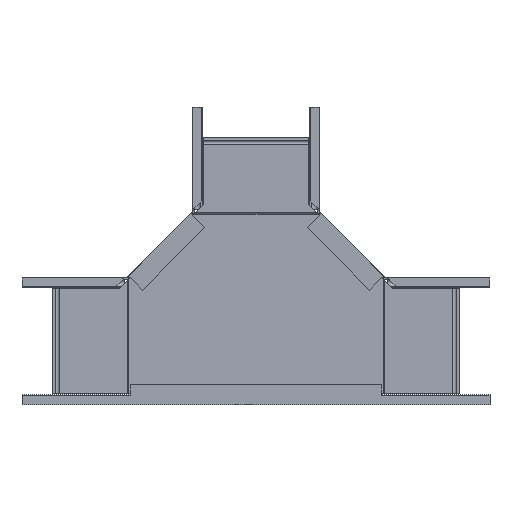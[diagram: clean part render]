
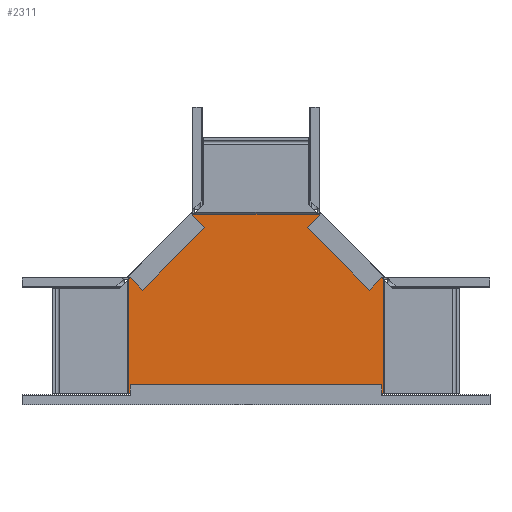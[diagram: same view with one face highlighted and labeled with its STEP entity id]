
A CAD part, front view. The second image highlights one B-rep face of the part: STEP entity #2311.
In plain terms, the highlighted planar face has unit normal (0, -1, 0).
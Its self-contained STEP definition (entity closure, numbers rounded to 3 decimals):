
#80 = EDGE_CURVE ( 'NONE', #3702, #5017, #1410, .T. ) ;
#131 = LINE ( 'NONE', #1451, #1328 ) ;
#151 = EDGE_CURVE ( 'NONE', #4351, #3977, #4450, .T. ) ;
#200 = VECTOR ( 'NONE', #1925, 1000. ) ;
#212 = CARTESIAN_POINT ( 'NONE',  ( 0., 0., 6.5 ) ) ;
#231 = CARTESIAN_POINT ( 'NONE',  ( -87.925, 0., 101.648 ) ) ;
#270 = DIRECTION ( 'NONE',  ( 0., 0., -1. ) ) ;
#387 = CARTESIAN_POINT ( 'NONE',  ( -96.163, 0., 0. ) ) ;
#399 = PLANE ( 'NONE',  #5156 ) ;
#459 = B_SPLINE_CURVE_WITH_KNOTS ( 'NONE', 3,
 ( #3643, #1458, #4945, #4628 ),
 .UNSPECIFIED., .F., .F.,
 ( 4, 4 ),
 ( 0.005, 0.006 ),
 .UNSPECIFIED. ) ;
#499 = CARTESIAN_POINT ( 'NONE',  ( 47.574, 0., 141.999 ) ) ;
#519 = DIRECTION ( 'NONE',  ( 1., 0., 0. ) ) ;
#557 = CARTESIAN_POINT ( 'NONE',  ( 47.246, 0., 142.267 ) ) ;
#590 = VECTOR ( 'NONE', #3212, 1000. ) ;
#628 = CARTESIAN_POINT ( 'NONE',  ( 95.749, 0., 6.5 ) ) ;
#679 = VECTOR ( 'NONE', #1986, 1000. ) ;
#695 = EDGE_CURVE ( 'NONE', #3251, #5487, #2982, .T. ) ;
#719 = CARTESIAN_POINT ( 'NONE',  ( 96.163, 0., 0. ) ) ;
#722 = B_SPLINE_CURVE_WITH_KNOTS ( 'NONE', 3,
 ( #3129, #1446, #4484, #4056 ),
 .UNSPECIFIED., .F., .F.,
 ( 4, 4 ),
 ( 0.005, 0.006 ),
 .UNSPECIFIED. ) ;
#727 = CARTESIAN_POINT ( 'NONE',  ( 47.093, 0., 142.413 ) ) ;
#801 = ORIENTED_EDGE ( 'NONE', *, *, #5173, .F. ) ;
#826 = CARTESIAN_POINT ( 'NONE',  ( 0., 0., 0. ) ) ;
#918 = LINE ( 'NONE', #4862, #5439 ) ;
#1035 = DIRECTION ( 'NONE',  ( 1., 0., 0. ) ) ;
#1043 = VECTOR ( 'NONE', #5648, 1000. ) ;
#1080 = ORIENTED_EDGE ( 'NONE', *, *, #3313, .F. ) ;
#1095 = LINE ( 'NONE', #231, #4979 ) ;
#1183 = EDGE_CURVE ( 'NONE', #5017, #3494, #4867, .T. ) ;
#1253 = DIRECTION ( 'NONE',  ( 0., 0., 1. ) ) ;
#1268 = ORIENTED_EDGE ( 'NONE', *, *, #3455, .F. ) ;
#1328 = VECTOR ( 'NONE', #5393, 1000. ) ;
#1329 = ORIENTED_EDGE ( 'NONE', *, *, #2765, .F. ) ;
#1366 = EDGE_CURVE ( 'NONE', #3543, #1931, #1095, .T. ) ;
#1383 = CARTESIAN_POINT ( 'NONE',  ( -95.073, 0., 0. ) ) ;
#1410 = LINE ( 'NONE', #3677, #3321 ) ;
#1446 = CARTESIAN_POINT ( 'NONE',  ( -47.41, 0., 142.133 ) ) ;
#1451 = CARTESIAN_POINT ( 'NONE',  ( 95.073, 0., 0. ) ) ;
#1458 = CARTESIAN_POINT ( 'NONE',  ( 95.883, 0., 93.66 ) ) ;
#1478 = ORIENTED_EDGE ( 'NONE', *, *, #1183, .T. ) ;
#1490 = CARTESIAN_POINT ( 'NONE',  ( 87.925, 0., 101.648 ) ) ;
#1502 = LINE ( 'NONE', #212, #679 ) ;
#1585 = CARTESIAN_POINT ( 'NONE',  ( 47.574, 0., 141.999 ) ) ;
#1737 = ORIENTED_EDGE ( 'NONE', *, *, #3965, .F. ) ;
#1823 = B_SPLINE_CURVE_WITH_KNOTS ( 'NONE', 3,
 ( #3430, #2987, #2467, #4229 ),
 .UNSPECIFIED., .F., .F.,
 ( 4, 4 ),
 ( 0.005, 0.006 ),
 .UNSPECIFIED. ) ;
#1839 = ORIENTED_EDGE ( 'NONE', *, *, #2066, .F. ) ;
#1847 = ORIENTED_EDGE ( 'NONE', *, *, #4029, .T. ) ;
#1915 = VERTEX_POINT ( 'NONE', #2070 ) ;
#1925 = DIRECTION ( 'NONE',  ( 1., 0., 0. ) ) ;
#1931 = VERTEX_POINT ( 'NONE', #2542 ) ;
#1986 = DIRECTION ( 'NONE',  ( -1., 0., 0. ) ) ;
#2058 = EDGE_CURVE ( 'NONE', #3423, #3977, #3918, .T. ) ;
#2066 = EDGE_CURVE ( 'NONE', #3137, #3494, #131, .T. ) ;
#2070 = CARTESIAN_POINT ( 'NONE',  ( 95.749, 0., 93.824 ) ) ;
#2168 = EDGE_CURVE ( 'NONE', #3702, #4572, #1502, .T. ) ;
#2286 = CARTESIAN_POINT ( 'NONE',  ( 96.163, 0., 93.343 ) ) ;
#2300 = CARTESIAN_POINT ( 'NONE',  ( 47.093, 0., 142.413 ) ) ;
#2311 = ADVANCED_FACE ( 'NONE', ( #4300 ), #399, .F. ) ;
#2352 = CARTESIAN_POINT ( 'NONE',  ( -95.073, 0., 6.5 ) ) ;
#2467 = CARTESIAN_POINT ( 'NONE',  ( -96.017, 0., 93.496 ) ) ;
#2528 = ORIENTED_EDGE ( 'NONE', *, *, #151, .F. ) ;
#2542 = CARTESIAN_POINT ( 'NONE',  ( -95.749, 0., 93.824 ) ) ;
#2569 = DIRECTION ( 'NONE',  ( 0., 0., 1. ) ) ;
#2570 = ORIENTED_EDGE ( 'NONE', *, *, #695, .F. ) ;
#2647 = VERTEX_POINT ( 'NONE', #4234 ) ;
#2659 = CARTESIAN_POINT ( 'NONE',  ( 96.163, 0., 6.5 ) ) ;
#2668 = ORIENTED_EDGE ( 'NONE', *, *, #2168, .F. ) ;
#2765 = EDGE_CURVE ( 'NONE', #5487, #3137, #918, .T. ) ;
#2809 = VERTEX_POINT ( 'NONE', #2286 ) ;
#2819 = CARTESIAN_POINT ( 'NONE',  ( 95.749, 0., 6.5 ) ) ;
#2868 = EDGE_LOOP ( 'NONE', ( #2570, #2914, #5162, #1080, #1737, #4212, #2528, #1268, #3203, #1847, #801, #2668, #4951, #1478, #1839, #1329 ) ) ;
#2914 = ORIENTED_EDGE ( 'NONE', *, *, #5056, .T. ) ;
#2982 = LINE ( 'NONE', #5192, #1043 ) ;
#2987 = CARTESIAN_POINT ( 'NONE',  ( -95.883, 0., 93.66 ) ) ;
#3129 = CARTESIAN_POINT ( 'NONE',  ( -47.574, 0., 141.999 ) ) ;
#3137 = VERTEX_POINT ( 'NONE', #4436 ) ;
#3170 = LINE ( 'NONE', #628, #200 ) ;
#3203 = ORIENTED_EDGE ( 'NONE', *, *, #1366, .T. ) ;
#3212 = DIRECTION ( 'NONE',  ( 0.707, 0., -0.707 ) ) ;
#3251 = VERTEX_POINT ( 'NONE', #2819 ) ;
#3313 = EDGE_CURVE ( 'NONE', #1915, #2809, #459, .T. ) ;
#3321 = VECTOR ( 'NONE', #1035, 1000. ) ;
#3372 = DIRECTION ( 'NONE',  ( -0.707, 0., -0.707 ) ) ;
#3423 = VERTEX_POINT ( 'NONE', #1585 ) ;
#3430 = CARTESIAN_POINT ( 'NONE',  ( -95.749, 0., 93.824 ) ) ;
#3455 = EDGE_CURVE ( 'NONE', #3543, #4351, #722, .T. ) ;
#3490 = VERTEX_POINT ( 'NONE', #2659 ) ;
#3494 = VERTEX_POINT ( 'NONE', #1383 ) ;
#3543 = VERTEX_POINT ( 'NONE', #3598 ) ;
#3590 = VECTOR ( 'NONE', #270, 1000. ) ;
#3598 = CARTESIAN_POINT ( 'NONE',  ( -47.574, 0., 141.999 ) ) ;
#3609 = CARTESIAN_POINT ( 'NONE',  ( 95.073, 0., 6.5 ) ) ;
#3643 = CARTESIAN_POINT ( 'NONE',  ( 95.749, 0., 93.824 ) ) ;
#3677 = CARTESIAN_POINT ( 'NONE',  ( -95.073, 0., 6.5 ) ) ;
#3702 = VERTEX_POINT ( 'NONE', #4294 ) ;
#3918 = B_SPLINE_CURVE_WITH_KNOTS ( 'NONE', 3,
 ( #499, #4519, #557, #2300 ),
 .UNSPECIFIED., .F., .F.,
 ( 4, 4 ),
 ( 0.005, 0.006 ),
 .UNSPECIFIED. ) ;
#3942 = DIRECTION ( 'NONE',  ( 0., 1., 0. ) ) ;
#3965 = EDGE_CURVE ( 'NONE', #3423, #1915, #4155, .T. ) ;
#3977 = VERTEX_POINT ( 'NONE', #727 ) ;
#4029 = EDGE_CURVE ( 'NONE', #1931, #2647, #1823, .T. ) ;
#4048 = DIRECTION ( 'NONE',  ( 0., 0., -1. ) ) ;
#4056 = CARTESIAN_POINT ( 'NONE',  ( -47.093, 0., 142.413 ) ) ;
#4099 = CARTESIAN_POINT ( 'NONE',  ( -47.093, 0., 142.413 ) ) ;
#4155 = LINE ( 'NONE', #1490, #590 ) ;
#4212 = ORIENTED_EDGE ( 'NONE', *, *, #2058, .T. ) ;
#4229 = CARTESIAN_POINT ( 'NONE',  ( -96.163, 0., 93.343 ) ) ;
#4234 = CARTESIAN_POINT ( 'NONE',  ( -96.163, 0., 93.343 ) ) ;
#4294 = CARTESIAN_POINT ( 'NONE',  ( -95.749, 0., 6.5 ) ) ;
#4300 = FACE_OUTER_BOUND ( 'NONE', #2868, .T. ) ;
#4351 = VERTEX_POINT ( 'NONE', #4099 ) ;
#4436 = CARTESIAN_POINT ( 'NONE',  ( 95.073, 0., 0. ) ) ;
#4450 = LINE ( 'NONE', #5381, #5503 ) ;
#4451 = CARTESIAN_POINT ( 'NONE',  ( -95.073, 0., 0. ) ) ;
#4484 = CARTESIAN_POINT ( 'NONE',  ( -47.246, 0., 142.267 ) ) ;
#4488 = EDGE_CURVE ( 'NONE', #2809, #3490, #5617, .T. ) ;
#4519 = CARTESIAN_POINT ( 'NONE',  ( 47.41, 0., 142.133 ) ) ;
#4536 = DIRECTION ( 'NONE',  ( 0., 0., -1. ) ) ;
#4572 = VERTEX_POINT ( 'NONE', #4848 ) ;
#4628 = CARTESIAN_POINT ( 'NONE',  ( 96.163, 0., 93.343 ) ) ;
#4768 = VECTOR ( 'NONE', #1253, 1000. ) ;
#4789 = VECTOR ( 'NONE', #4536, 1000. ) ;
#4848 = CARTESIAN_POINT ( 'NONE',  ( -96.163, 0., 6.5 ) ) ;
#4862 = CARTESIAN_POINT ( 'NONE',  ( 95.073, 0., 0. ) ) ;
#4867 = LINE ( 'NONE', #4451, #4789 ) ;
#4945 = CARTESIAN_POINT ( 'NONE',  ( 96.017, 0., 93.496 ) ) ;
#4951 = ORIENTED_EDGE ( 'NONE', *, *, #80, .T. ) ;
#4979 = VECTOR ( 'NONE', #3372, 1000. ) ;
#5017 = VERTEX_POINT ( 'NONE', #2352 ) ;
#5056 = EDGE_CURVE ( 'NONE', #3251, #3490, #3170, .T. ) ;
#5110 = LINE ( 'NONE', #387, #4768 ) ;
#5156 = AXIS2_PLACEMENT_3D ( 'NONE', #826, #3942, #2569 ) ;
#5162 = ORIENTED_EDGE ( 'NONE', *, *, #4488, .F. ) ;
#5173 = EDGE_CURVE ( 'NONE', #4572, #2647, #5110, .T. ) ;
#5192 = CARTESIAN_POINT ( 'NONE',  ( 95.073, 0., 6.5 ) ) ;
#5381 = CARTESIAN_POINT ( 'NONE',  ( 0., 0., 142.413 ) ) ;
#5393 = DIRECTION ( 'NONE',  ( -1., 0., 0. ) ) ;
#5439 = VECTOR ( 'NONE', #4048, 1000. ) ;
#5487 = VERTEX_POINT ( 'NONE', #3609 ) ;
#5503 = VECTOR ( 'NONE', #519, 1000. ) ;
#5617 = LINE ( 'NONE', #719, #3590 ) ;
#5648 = DIRECTION ( 'NONE',  ( -1., 0., 0. ) ) ;
